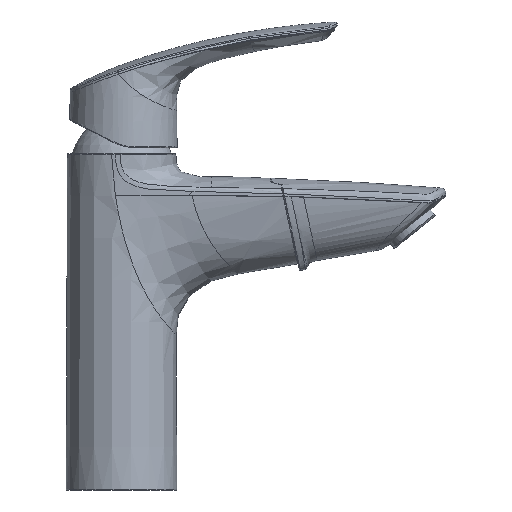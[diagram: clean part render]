
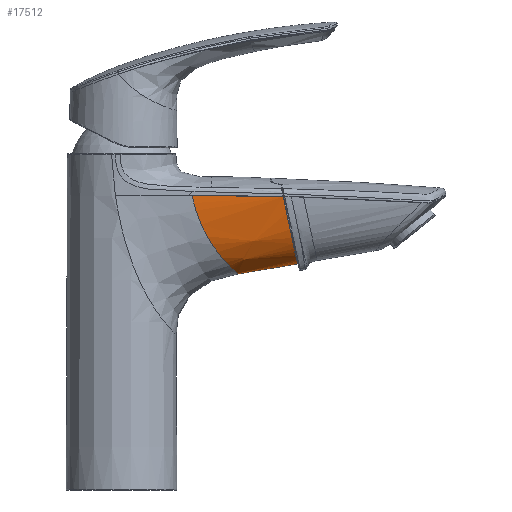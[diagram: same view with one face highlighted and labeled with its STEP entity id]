
A CAD part, front view. The second image highlights one B-rep face of the part: STEP entity #17512.
In plain terms, the highlighted free-form (B-spline) face has degree [2, 1] with [5, 2] control points.
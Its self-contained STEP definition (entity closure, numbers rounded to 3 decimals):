
#737=B_SPLINE_SURFACE_WITH_KNOTS('',2,1,((#40176,#40177),(#40178,#40179),
(#40180,#40181),(#40182,#40183),(#40184,#40185)),.PLANE_SURF.,.F.,.F.,.F.,
(3,2,3),(2,2),(-1.,0.,1.),(-83.596,17.422),
 .PIECEWISE_BEZIER_KNOTS.);
#4687=B_SPLINE_CURVE_WITH_KNOTS('',3,(#38556,#38557,#38558,#38559,#38560,
#38561,#38562,#38563,#38564,#38565,#38566,#38567,#38568,#38569,#38570,#38571,
#38572,#38573,#38574,#38575,#38576),.UNSPECIFIED.,.F.,.F.,(4,1,1,1,1,1,
1,1,1,1,1,1,1,1,1,1,1,1,4),(0.,0.01,0.015,
0.02,0.024,0.027,0.029,
0.032,0.034,0.039,0.044,
0.047,0.049,0.051,0.054,
0.059,0.064,0.069,0.078),
 .UNSPECIFIED.);
#4703=B_SPLINE_CURVE_WITH_KNOTS('',3,(#38828,#38829,#38830,#38831),
 .UNSPECIFIED.,.F.,.F.,(4,4),(0.051,0.088),
 .UNSPECIFIED.);
#4707=B_SPLINE_CURVE_WITH_KNOTS('',3,(#38858,#38859,#38860,#38861),
 .UNSPECIFIED.,.F.,.F.,(4,4),(0.137,0.175),
 .UNSPECIFIED.);
#4723=B_SPLINE_CURVE_WITH_KNOTS('',3,(#39432,#39433,#39434,#39435,#39436,
#39437,#39438,#39439,#39440,#39441,#39442,#39443,#39444,#39445,#39446,#39447,
#39448),.UNSPECIFIED.,.F.,.F.,(4,1,1,1,1,1,1,1,1,1,1,1,1,1,4),(0.02,
15.49,23.225,30.96,38.695,46.43,
54.165,61.9,69.634,77.369,85.104,
92.839,100.574,108.309,123.779),
 .UNSPECIFIED.);
#9755=ORIENTED_EDGE('',*,*,#12350,.T.);
#9756=ORIENTED_EDGE('',*,*,#12324,.T.);
#9757=ORIENTED_EDGE('',*,*,#12346,.T.);
#9758=ORIENTED_EDGE('',*,*,#12375,.F.);
#12324=EDGE_CURVE('',#14114,#14116,#4687,.T.);
#12346=EDGE_CURVE('',#14116,#14131,#4703,.T.);
#12350=EDGE_CURVE('',#14133,#14114,#4707,.T.);
#12375=EDGE_CURVE('',#14133,#14131,#4723,.T.);
#14114=VERTEX_POINT('',#38481);
#14116=VERTEX_POINT('',#38555);
#14131=VERTEX_POINT('',#38832);
#14133=VERTEX_POINT('',#38862);
#15452=EDGE_LOOP('',(#9755,#9756,#9757,#9758));
#16510=FACE_BOUND('',#15452,.T.);
#17512=ADVANCED_FACE('',(#16510),#737,.T.);
#38481=CARTESIAN_POINT('',(67.224,20.56,121.978));
#38555=CARTESIAN_POINT('',(67.224,-20.56,121.978));
#38556=CARTESIAN_POINT('',(67.224,20.56,121.978));
#38557=CARTESIAN_POINT('',(67.902,20.287,118.78));
#38558=CARTESIAN_POINT('',(68.908,19.65,114.036));
#38559=CARTESIAN_POINT('',(70.226,17.926,107.814));
#38560=CARTESIAN_POINT('',(71.164,16.052,103.389));
#38561=CARTESIAN_POINT('',(71.881,13.764,99.999));
#38562=CARTESIAN_POINT('',(72.36,11.437,97.735));
#38563=CARTESIAN_POINT('',(72.664,9.42,96.303));
#38564=CARTESIAN_POINT('',(72.892,7.234,95.226));
#38565=CARTESIAN_POINT('',(73.103,4.069,94.234));
#38566=CARTESIAN_POINT('',(73.187,-0.003,93.834));
#38567=CARTESIAN_POINT('',(73.099,-4.151,94.251));
#38568=CARTESIAN_POINT('',(72.889,-7.264,95.238));
#38569=CARTESIAN_POINT('',(72.656,-9.482,96.34));
#38570=CARTESIAN_POINT('',(72.357,-11.454,97.75));
#38571=CARTESIAN_POINT('',(71.872,-13.802,100.044));
#38572=CARTESIAN_POINT('',(71.172,-16.025,103.348));
#38573=CARTESIAN_POINT('',(70.226,-17.929,107.816));
#38574=CARTESIAN_POINT('',(68.917,-19.639,113.993));
#38575=CARTESIAN_POINT('',(67.902,-20.287,118.782));
#38576=CARTESIAN_POINT('',(67.224,-20.56,121.978));
#38828=CARTESIAN_POINT('',(67.224,-20.56,121.978));
#38829=CARTESIAN_POINT('',(54.59,-21.007,122.225));
#38830=CARTESIAN_POINT('',(41.956,-21.438,122.481));
#38831=CARTESIAN_POINT('',(29.32,-21.851,122.498));
#38832=CARTESIAN_POINT('',(29.32,-21.851,122.498));
#38858=CARTESIAN_POINT('',(29.32,21.851,122.498));
#38859=CARTESIAN_POINT('',(41.957,21.438,122.481));
#38860=CARTESIAN_POINT('',(54.59,21.007,122.225));
#38861=CARTESIAN_POINT('',(67.224,20.56,121.978));
#38862=CARTESIAN_POINT('',(29.32,21.851,122.498));
#39432=CARTESIAN_POINT('',(29.32,21.851,122.498));
#39433=CARTESIAN_POINT('',(30.12,21.639,118.522));
#39434=CARTESIAN_POINT('',(31.94,21.023,112.695));
#39435=CARTESIAN_POINT('',(35.459,19.301,105.56));
#39436=CARTESIAN_POINT('',(38.559,17.437,100.639));
#39437=CARTESIAN_POINT('',(41.969,14.818,96.29));
#39438=CARTESIAN_POINT('',(45.384,11.171,92.723));
#39439=CARTESIAN_POINT('',(48.096,6.111,90.342));
#39440=CARTESIAN_POINT('',(48.986,0.,89.639));
#39441=CARTESIAN_POINT('',(48.096,-6.111,90.342));
#39442=CARTESIAN_POINT('',(45.384,-11.171,92.723));
#39443=CARTESIAN_POINT('',(41.969,-14.818,96.29));
#39444=CARTESIAN_POINT('',(38.559,-17.437,100.639));
#39445=CARTESIAN_POINT('',(35.459,-19.301,105.56));
#39446=CARTESIAN_POINT('',(31.94,-21.023,112.695));
#39447=CARTESIAN_POINT('',(30.12,-21.639,118.523));
#39448=CARTESIAN_POINT('',(29.32,-21.851,122.498));
#40176=CARTESIAN_POINT('',(20.436,-22.266,128.5));
#40177=CARTESIAN_POINT('',(138.639,-18.729,128.5));
#40178=CARTESIAN_POINT('',(27.549,-22.,86.309));
#40179=CARTESIAN_POINT('',(110.793,-17.886,100.343));
#40180=CARTESIAN_POINT('',(27.549,0.,86.309));
#40181=CARTESIAN_POINT('',(110.793,0.,100.343));
#40182=CARTESIAN_POINT('',(27.549,22.,86.309));
#40183=CARTESIAN_POINT('',(110.793,17.886,100.343));
#40184=CARTESIAN_POINT('',(20.436,22.266,128.5));
#40185=CARTESIAN_POINT('',(138.639,18.729,128.5));
